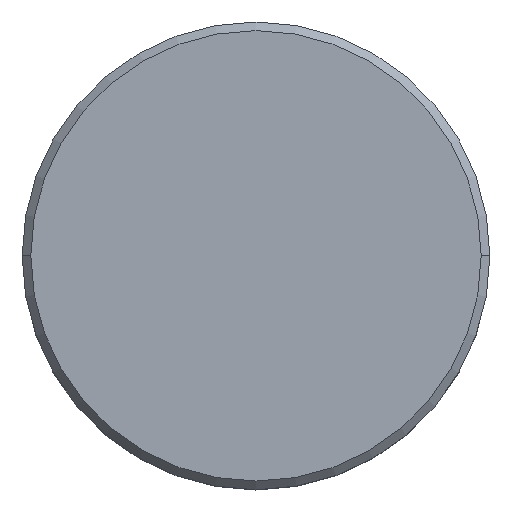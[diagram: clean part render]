
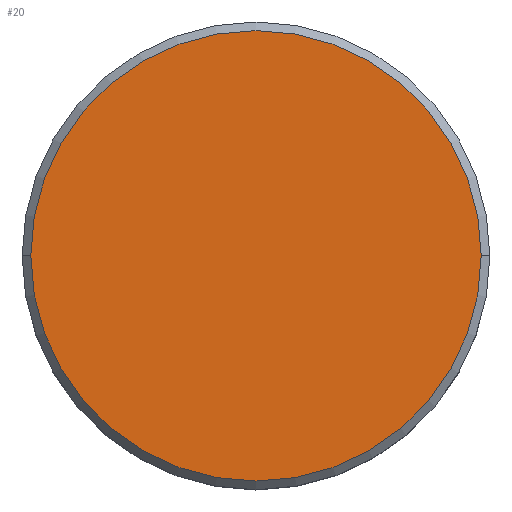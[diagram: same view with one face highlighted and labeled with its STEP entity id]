
A CAD part, top view. The second image highlights one B-rep face of the part: STEP entity #20.
In plain terms, the highlighted planar face has unit normal (0, 0, 1).
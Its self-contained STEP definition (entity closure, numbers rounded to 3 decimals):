
#6 = CIRCLE ( 'NONE', #506, 13. ) ;
#20 = ADVANCED_FACE ( 'NONE', ( #265 ), #444, .T. ) ;
#22 = CARTESIAN_POINT ( 'NONE',  ( 0., 0., 0. ) ) ;
#30 = DIRECTION ( 'NONE',  ( 1., 0., 0. ) ) ;
#38 = VERTEX_POINT ( 'NONE', #85 ) ;
#85 = CARTESIAN_POINT ( 'NONE',  ( -13., 0., 0. ) ) ;
#107 = DIRECTION ( 'NONE',  ( 1., 0., 0. ) ) ;
#114 = DIRECTION ( 'NONE',  ( 0., 0., 1. ) ) ;
#133 = DIRECTION ( 'NONE',  ( 0., 0., 1. ) ) ;
#153 = ORIENTED_EDGE ( 'NONE', *, *, #284, .T. ) ;
#154 = EDGE_LOOP ( 'NONE', ( #410, #153 ) ) ;
#210 = AXIS2_PLACEMENT_3D ( 'NONE', #523, #114, #107 ) ;
#265 = FACE_OUTER_BOUND ( 'NONE', #154, .T. ) ;
#284 = EDGE_CURVE ( 'NONE', #399, #38, #6, .T. ) ;
#332 = CARTESIAN_POINT ( 'NONE',  ( 13., 0., 0. ) ) ;
#363 = DIRECTION ( 'NONE',  ( 1., 0., 0. ) ) ;
#367 = CIRCLE ( 'NONE', #210, 13. ) ;
#399 = VERTEX_POINT ( 'NONE', #332 ) ;
#410 = ORIENTED_EDGE ( 'NONE', *, *, #493, .T. ) ;
#444 = PLANE ( 'NONE',  #539 ) ;
#462 = CARTESIAN_POINT ( 'NONE',  ( 0., 0., 0. ) ) ;
#493 = EDGE_CURVE ( 'NONE', #38, #399, #367, .T. ) ;
#506 = AXIS2_PLACEMENT_3D ( 'NONE', #462, #543, #363 ) ;
#523 = CARTESIAN_POINT ( 'NONE',  ( 0., 0., 0. ) ) ;
#539 = AXIS2_PLACEMENT_3D ( 'NONE', #22, #133, #30 ) ;
#543 = DIRECTION ( 'NONE',  ( 0., 0., 1. ) ) ;
